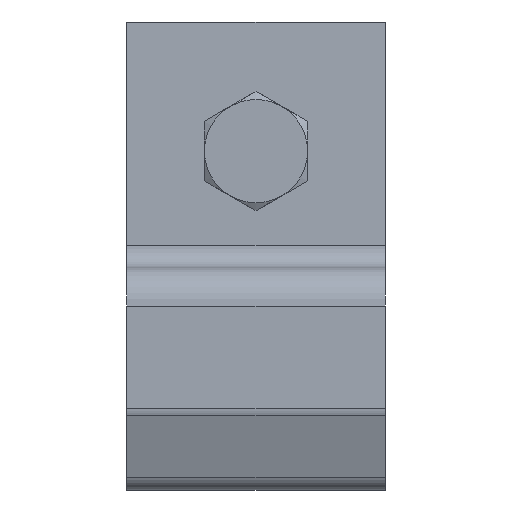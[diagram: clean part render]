
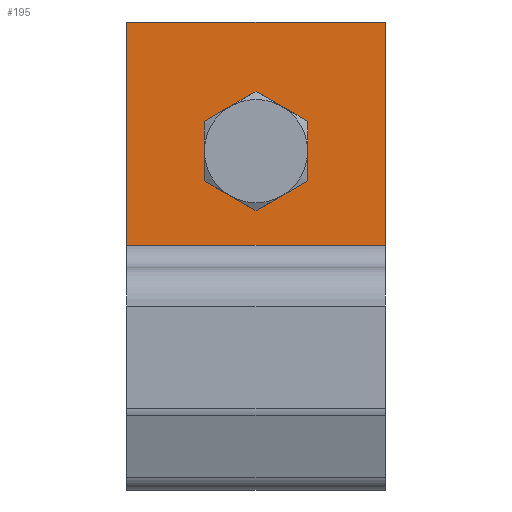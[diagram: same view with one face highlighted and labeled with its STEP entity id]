
A CAD part, left-side view. The second image highlights one B-rep face of the part: STEP entity #195.
In plain terms, the highlighted face is planar.
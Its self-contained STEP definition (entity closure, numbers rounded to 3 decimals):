
#195=ADVANCED_FACE('',(#373,#374),#375,.F.);
#373=FACE_OUTER_BOUND('',#583,.T.);
#374=FACE_BOUND('',#584,.T.);
#375=PLANE('',#585);
#583=EDGE_LOOP('',(#790,#791,#792,#793));
#584=EDGE_LOOP('',(#794));
#585=AXIS2_PLACEMENT_3D('',#795,#796,#797);
#790=ORIENTED_EDGE('',*,*,#1278,.T.);
#791=ORIENTED_EDGE('',*,*,#1279,.T.);
#792=ORIENTED_EDGE('',*,*,#1280,.F.);
#793=ORIENTED_EDGE('',*,*,#1281,.T.);
#794=ORIENTED_EDGE('',*,*,#1282,.T.);
#795=CARTESIAN_POINT('',(-6.557,34.5,20.));
#796=DIRECTION('',(1.,-0.015,0.));
#797=DIRECTION('',(0.,0.,-1.));
#1278=EDGE_CURVE('',#1474,#1475,#1476,.T.);
#1279=EDGE_CURVE('',#1475,#1477,#1478,.T.);
#1280=EDGE_CURVE('',#1479,#1477,#1480,.T.);
#1281=EDGE_CURVE('',#1479,#1474,#1481,.T.);
#1282=EDGE_CURVE('',#1482,#1482,#1483,.T.);
#1474=VERTEX_POINT('',#1774);
#1475=VERTEX_POINT('',#1775);
#1476=LINE('',#1776,#1777);
#1477=VERTEX_POINT('',#1778);
#1478=LINE('',#1779,#1780);
#1479=VERTEX_POINT('',#1781);
#1480=LINE('',#1782,#1783);
#1481=LINE('',#1784,#1785);
#1482=VERTEX_POINT('',#1786);
#1483=CIRCLE('',#1787,5.5);
#1774=CARTESIAN_POINT('',(-6.,72.5,-20.));
#1775=CARTESIAN_POINT('',(-6.506,37.949,-20.));
#1776=CARTESIAN_POINT('',(-6.557,34.5,-20.));
#1777=VECTOR('',#2296,1.);
#1778=CARTESIAN_POINT('',(-6.506,37.949,20.));
#1779=CARTESIAN_POINT('',(-6.506,37.949,20.));
#1780=VECTOR('',#2297,1.);
#1781=CARTESIAN_POINT('',(-6.,72.5,20.));
#1782=CARTESIAN_POINT('',(-6.557,34.5,20.));
#1783=VECTOR('',#2298,1.);
#1784=CARTESIAN_POINT('',(-6.,72.5,20.));
#1785=VECTOR('',#2299,1.);
#1786=CARTESIAN_POINT('',(-6.212,58.002,0.));
#1787=AXIS2_PLACEMENT_3D('',#2300,#2301,#2302);
#2296=DIRECTION('',(-0.015,-1.,0.));
#2297=DIRECTION('',(0.,0.,1.));
#2298=DIRECTION('',(-0.015,-1.,0.));
#2299=DIRECTION('',(0.,0.,-1.));
#2300=CARTESIAN_POINT('',(-6.293,52.502,0.));
#2301=DIRECTION('',(1.,-0.015,0.));
#2302=DIRECTION('',(0.015,1.,0.));
